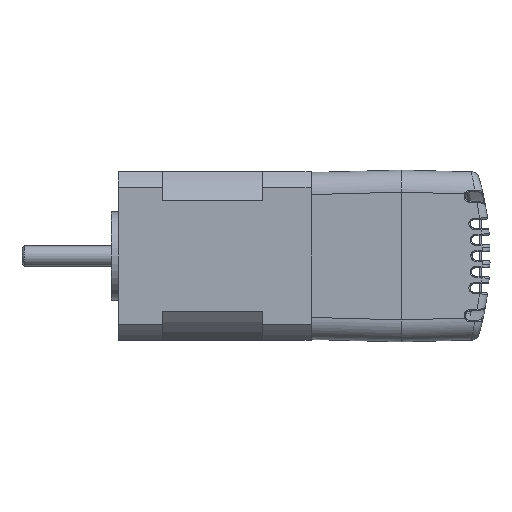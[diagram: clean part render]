
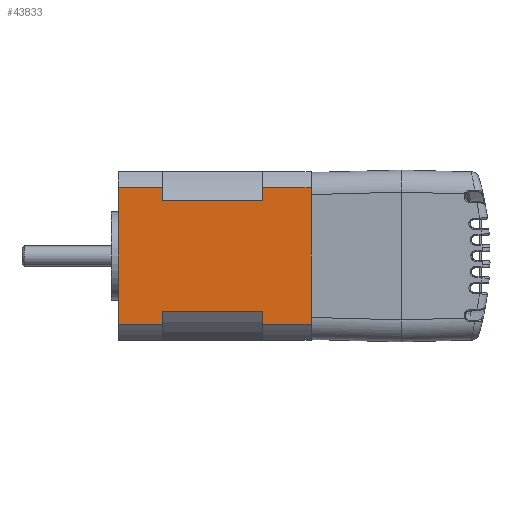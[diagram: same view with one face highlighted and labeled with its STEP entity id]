
A CAD part, front view. The second image highlights one B-rep face of the part: STEP entity #43833.
In plain terms, the highlighted planar face has unit normal (0, -1, 0).
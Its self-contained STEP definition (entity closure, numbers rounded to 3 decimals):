
#1598 = EDGE_CURVE ( 'NONE', #10859, #67741, #37736, .T. ) ;
#1981 = CARTESIAN_POINT ( 'NONE',  ( 4.029, 0., 12. ) ) ;
#3147 = LINE ( 'NONE', #22052, #47300 ) ;
#6377 = LINE ( 'NONE', #21480, #97468 ) ;
#8895 = EDGE_CURVE ( 'NONE', #47573, #21138, #42467, .T. ) ;
#8947 = DIRECTION ( 'NONE',  ( 0., 0., -1. ) ) ;
#9211 = LINE ( 'NONE', #23063, #76809 ) ;
#9333 = VECTOR ( 'NONE', #52926, 1000. ) ;
#9997 = CARTESIAN_POINT ( 'NONE',  ( 37.971, 0., 12. ) ) ;
#10859 = VERTEX_POINT ( 'NONE', #44927 ) ;
#11679 = ORIENTED_EDGE ( 'NONE', *, *, #76308, .F. ) ;
#12407 = CARTESIAN_POINT ( 'NONE',  ( 4.029, 0., 0. ) ) ;
#14070 = LINE ( 'NONE', #96916, #105222 ) ;
#16047 = DIRECTION ( 'NONE',  ( -1., 0., 0. ) ) ;
#17623 = CARTESIAN_POINT ( 'NONE',  ( 7.234, 0., 37. ) ) ;
#17843 = VECTOR ( 'NONE', #94020, 1000. ) ;
#19073 = ORIENTED_EDGE ( 'NONE', *, *, #25215, .F. ) ;
#20520 = EDGE_CURVE ( 'NONE', #42910, #25415, #91205, .T. ) ;
#20758 = CARTESIAN_POINT ( 'NONE',  ( 4.029, 0., 37. ) ) ;
#21138 = VERTEX_POINT ( 'NONE', #84365 ) ;
#21480 = CARTESIAN_POINT ( 'NONE',  ( 4.029, 0., 48. ) ) ;
#21519 = CARTESIAN_POINT ( 'NONE',  ( 4.029, 0., 12. ) ) ;
#21746 = VECTOR ( 'NONE', #54855, 1000. ) ;
#22052 = CARTESIAN_POINT ( 'NONE',  ( 4.029, 0., 48. ) ) ;
#23063 = CARTESIAN_POINT ( 'NONE',  ( 37.971, 0., 48. ) ) ;
#23669 = LINE ( 'NONE', #37259, #91318 ) ;
#25121 = CARTESIAN_POINT ( 'NONE',  ( 37.971, 0., 48. ) ) ;
#25215 = EDGE_CURVE ( 'NONE', #32991, #21138, #9211, .T. ) ;
#25415 = VERTEX_POINT ( 'NONE', #17623 ) ;
#25952 = CARTESIAN_POINT ( 'NONE',  ( 4.029, 0., 37. ) ) ;
#28413 = DIRECTION ( 'NONE',  ( 0., 0., -1. ) ) ;
#32991 = VERTEX_POINT ( 'NONE', #9997 ) ;
#33931 = EDGE_CURVE ( 'NONE', #66456, #44452, #3147, .T. ) ;
#35076 = CARTESIAN_POINT ( 'NONE',  ( 4.029, 0., 37. ) ) ;
#35533 = CARTESIAN_POINT ( 'NONE',  ( 7.234, 0., 12. ) ) ;
#37259 = CARTESIAN_POINT ( 'NONE',  ( 37.971, 0., 48. ) ) ;
#37736 = LINE ( 'NONE', #25952, #84673 ) ;
#41108 = EDGE_CURVE ( 'NONE', #10859, #52908, #14070, .T. ) ;
#42467 = LINE ( 'NONE', #12407, #110124 ) ;
#42910 = VERTEX_POINT ( 'NONE', #35076 ) ;
#43833 = ADVANCED_FACE ( 'NONE', ( #78576 ), #86221, .F. ) ;
#44452 = VERTEX_POINT ( 'NONE', #25121 ) ;
#44927 = CARTESIAN_POINT ( 'NONE',  ( 34.766, 0., 37. ) ) ;
#45266 = LINE ( 'NONE', #1981, #21746 ) ;
#47300 = VECTOR ( 'NONE', #83789, 1000. ) ;
#47573 = VERTEX_POINT ( 'NONE', #112586 ) ;
#49874 = ORIENTED_EDGE ( 'NONE', *, *, #104708, .F. ) ;
#52908 = VERTEX_POINT ( 'NONE', #107899 ) ;
#52926 = DIRECTION ( 'NONE',  ( 0., 0., 1. ) ) ;
#53527 = LINE ( 'NONE', #35533, #9333 ) ;
#54773 = ORIENTED_EDGE ( 'NONE', *, *, #33931, .F. ) ;
#54855 = DIRECTION ( 'NONE',  ( 1., 0., 0. ) ) ;
#56801 = DIRECTION ( 'NONE',  ( 1., 0., 0. ) ) ;
#58340 = ORIENTED_EDGE ( 'NONE', *, *, #78120, .T. ) ;
#59264 = ORIENTED_EDGE ( 'NONE', *, *, #85278, .T. ) ;
#60045 = CARTESIAN_POINT ( 'NONE',  ( 4.029, 0., 48. ) ) ;
#66456 = VERTEX_POINT ( 'NONE', #77490 ) ;
#66461 = ORIENTED_EDGE ( 'NONE', *, *, #80944, .F. ) ;
#67288 = VERTEX_POINT ( 'NONE', #102032 ) ;
#67741 = VERTEX_POINT ( 'NONE', #108807 ) ;
#68899 = DIRECTION ( 'NONE',  ( 0., 1., 0. ) ) ;
#74558 = ORIENTED_EDGE ( 'NONE', *, *, #41108, .F. ) ;
#76308 = EDGE_CURVE ( 'NONE', #111360, #25415, #53527, .T. ) ;
#76809 = VECTOR ( 'NONE', #93685, 1000. ) ;
#77490 = CARTESIAN_POINT ( 'NONE',  ( 4.029, 0., 48. ) ) ;
#78120 = EDGE_CURVE ( 'NONE', #67288, #47573, #6377, .T. ) ;
#78576 = FACE_OUTER_BOUND ( 'NONE', #114418, .T. ) ;
#78782 = DIRECTION ( 'NONE',  ( 1., 0., 0. ) ) ;
#80944 = EDGE_CURVE ( 'NONE', #44452, #67741, #23669, .T. ) ;
#83330 = AXIS2_PLACEMENT_3D ( 'NONE', #60045, #68899, #16047 ) ;
#83789 = DIRECTION ( 'NONE',  ( 1., 0., 0. ) ) ;
#84365 = CARTESIAN_POINT ( 'NONE',  ( 37.971, 0., 0. ) ) ;
#84673 = VECTOR ( 'NONE', #78782, 1000. ) ;
#85278 = EDGE_CURVE ( 'NONE', #66456, #42910, #88219, .T. ) ;
#86221 = PLANE ( 'NONE',  #83330 ) ;
#88219 = LINE ( 'NONE', #111786, #17843 ) ;
#88431 = VECTOR ( 'NONE', #91410, 1000. ) ;
#88681 = VECTOR ( 'NONE', #109935, 1000. ) ;
#91205 = LINE ( 'NONE', #20758, #88431 ) ;
#91318 = VECTOR ( 'NONE', #28413, 1000. ) ;
#91410 = DIRECTION ( 'NONE',  ( 1., 0., 0. ) ) ;
#93685 = DIRECTION ( 'NONE',  ( 0., 0., -1. ) ) ;
#94020 = DIRECTION ( 'NONE',  ( 0., 0., -1. ) ) ;
#94243 = LINE ( 'NONE', #21519, #88681 ) ;
#96651 = CARTESIAN_POINT ( 'NONE',  ( 7.234, 0., 12. ) ) ;
#96886 = EDGE_CURVE ( 'NONE', #67288, #111360, #45266, .T. ) ;
#96916 = CARTESIAN_POINT ( 'NONE',  ( 34.766, 0., 12. ) ) ;
#97468 = VECTOR ( 'NONE', #101031, 1000. ) ;
#99868 = ORIENTED_EDGE ( 'NONE', *, *, #8895, .T. ) ;
#101031 = DIRECTION ( 'NONE',  ( 0., 0., -1. ) ) ;
#102032 = CARTESIAN_POINT ( 'NONE',  ( 4.029, 0., 12. ) ) ;
#102751 = ORIENTED_EDGE ( 'NONE', *, *, #20520, .T. ) ;
#104708 = EDGE_CURVE ( 'NONE', #52908, #32991, #94243, .T. ) ;
#105222 = VECTOR ( 'NONE', #8947, 1000. ) ;
#107892 = ORIENTED_EDGE ( 'NONE', *, *, #1598, .T. ) ;
#107899 = CARTESIAN_POINT ( 'NONE',  ( 34.766, 0., 12. ) ) ;
#108807 = CARTESIAN_POINT ( 'NONE',  ( 37.971, 0., 37. ) ) ;
#109127 = ORIENTED_EDGE ( 'NONE', *, *, #96886, .F. ) ;
#109935 = DIRECTION ( 'NONE',  ( 1., 0., 0. ) ) ;
#110124 = VECTOR ( 'NONE', #56801, 1000. ) ;
#111360 = VERTEX_POINT ( 'NONE', #96651 ) ;
#111786 = CARTESIAN_POINT ( 'NONE',  ( 4.029, 0., 48. ) ) ;
#112586 = CARTESIAN_POINT ( 'NONE',  ( 4.029, 0., 0. ) ) ;
#114418 = EDGE_LOOP ( 'NONE', ( #109127, #58340, #99868, #19073, #49874, #74558, #107892, #66461, #54773, #59264, #102751, #11679 ) ) ;
